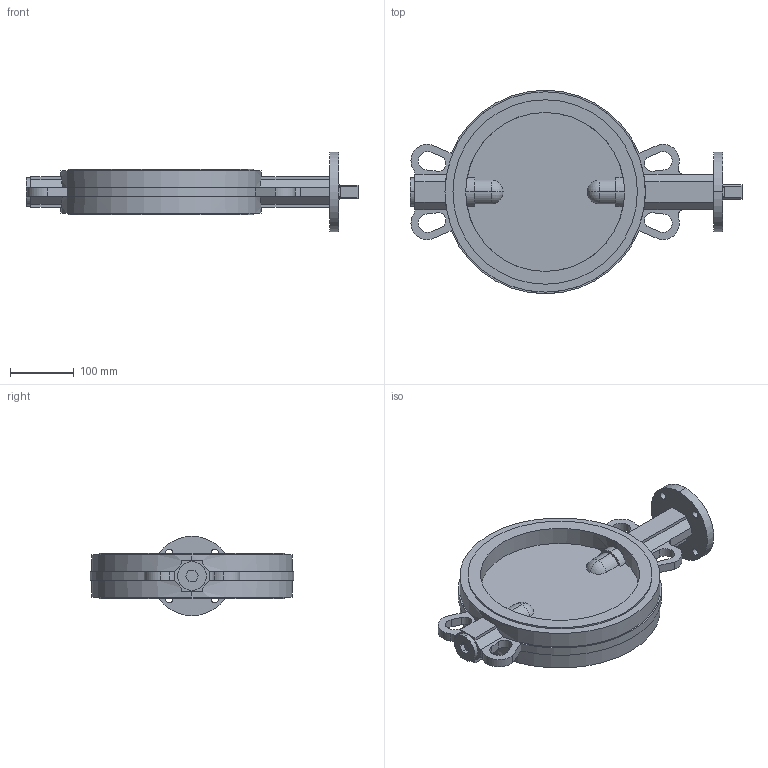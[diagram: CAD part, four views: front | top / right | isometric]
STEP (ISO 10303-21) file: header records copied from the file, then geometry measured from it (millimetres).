
FILE_DESCRIPTION (( 'STEP AP214' ), '1' );
FILE_NAME ('SCBF-D673-10XES-250.step', '2025-09-25T05:48:12', ( 'KTP' ), ( '' ), 'SwSTEP 2.0', 'SolidWorks 2021', '' );
FILE_SCHEMA (( 'AUTOMOTIVE_DESIGN' ));
Length unit declared in the file: millimetre
Products named in the file (1): SCBF-D673-10XES-250
Bounding box: 522 x 320 x 125 mm (x, y, z)
Volume: 3408637.9 mm3; surface area: 356947 mm2
Topology: 1 solids, 1 shells, 155 faces, 428 edges, 284 vertices
Faces by surface type: plane 81, cylinder 66, sphere 8
Entity records: 5976 total; most frequent: CARTESIAN_POINT 1132, DIRECTION 864, ORIENTED_EDGE 856, EDGE_CURVE 428, AXIS2_PLACEMENT_3D 312, VERTEX_POINT 284, VECTOR 240, LINE 240
